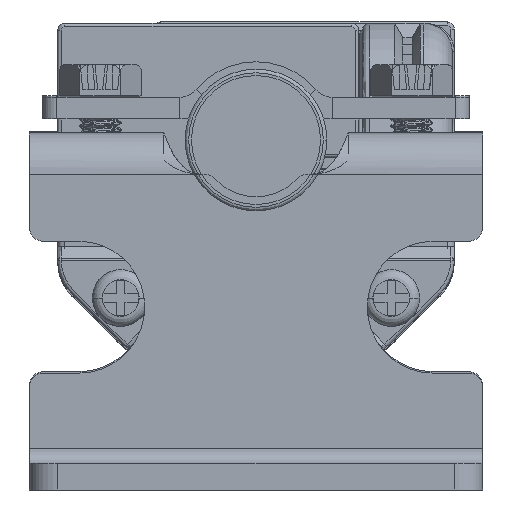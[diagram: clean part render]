
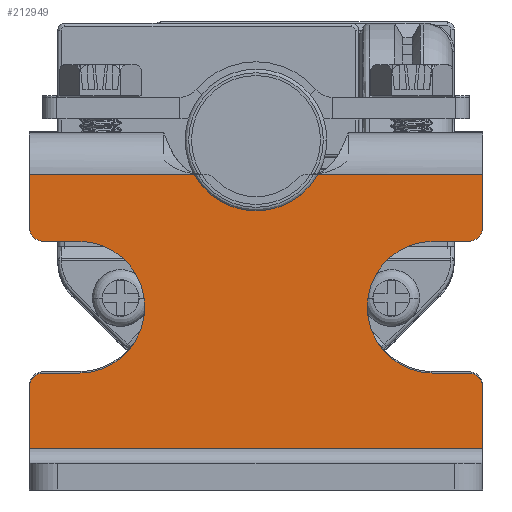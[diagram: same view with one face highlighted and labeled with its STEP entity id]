
A CAD part, front view. The second image highlights one B-rep face of the part: STEP entity #212949.
In plain terms, the highlighted planar face has unit normal (0, -1, 0).
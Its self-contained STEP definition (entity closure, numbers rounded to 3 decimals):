
#202407=CARTESIAN_POINT('',(-3.666,-1.9,21.3));
#202408=DIRECTION('',(0.,-1.,0.));
#202409=DIRECTION('',(0.733,0.,0.68));
#202410=AXIS2_PLACEMENT_3D('',#202407,#202408,#202409);
#202412=CARTESIAN_POINT('',(0.,-1.9,24.7));
#202413=DIRECTION('',(0.,1.,0.));
#202414=DIRECTION('',(0.733,0.,-0.68));
#202415=AXIS2_PLACEMENT_3D('',#202412,#202413,#202414);
#202417=CARTESIAN_POINT('',(3.666,-1.9,21.3));
#202418=DIRECTION('',(0.,-1.,0.));
#202419=DIRECTION('',(0.,0.,1.));
#202420=AXIS2_PLACEMENT_3D('',#202417,#202418,#202419);
#202422=DIRECTION('',(-1.,0.,0.));
#202423=VECTOR('',#202422,0.313);
#202424=CARTESIAN_POINT('',(3.979,-1.9,22.3));
#202425=LINE('',#202424,#202423);
#202426=CARTESIAN_POINT('',(15.,-1.9,18.55));
#202427=DIRECTION('',(0.,-1.,0.));
#202428=DIRECTION('',(0.,0.,-1.));
#202429=AXIS2_PLACEMENT_3D('',#202426,#202427,#202428);
#202431=DIRECTION('',(-1.,0.,0.));
#202432=VECTOR('',#202431,2.5);
#202433=CARTESIAN_POINT('',(15.,-1.9,17.55));
#202434=LINE('',#202433,#202432);
#202435=CARTESIAN_POINT('',(12.5,-1.9,12.9));
#202436=DIRECTION('',(0.,-1.,0.));
#202437=DIRECTION('',(0.,0.,1.));
#202438=AXIS2_PLACEMENT_3D('',#202435,#202436,#202437);
#202440=DIRECTION('',(-1.,0.,0.));
#202441=VECTOR('',#202440,2.5);
#202442=CARTESIAN_POINT('',(15.,-1.9,8.25));
#202443=LINE('',#202442,#202441);
#202444=CARTESIAN_POINT('',(15.,-1.9,7.25));
#202445=DIRECTION('',(0.,-1.,0.));
#202446=DIRECTION('',(1.,0.,0.));
#202447=AXIS2_PLACEMENT_3D('',#202444,#202445,#202446);
#202449=DIRECTION('',(1.,0.,0.));
#202450=VECTOR('',#202449,32.);
#202451=CARTESIAN_POINT('',(-16.,-1.9,2.9));
#202452=LINE('',#202451,#202450);
#202453=CARTESIAN_POINT('',(-15.,-1.9,7.25));
#202454=DIRECTION('',(0.,-1.,0.));
#202455=DIRECTION('',(0.,0.,1.));
#202456=AXIS2_PLACEMENT_3D('',#202453,#202454,#202455);
#202458=DIRECTION('',(1.,0.,0.));
#202459=VECTOR('',#202458,2.5);
#202460=CARTESIAN_POINT('',(-15.,-1.9,8.25));
#202461=LINE('',#202460,#202459);
#202462=CARTESIAN_POINT('',(-12.5,-1.9,12.9));
#202463=DIRECTION('',(0.,-1.,0.));
#202464=DIRECTION('',(0.,0.,-1.));
#202465=AXIS2_PLACEMENT_3D('',#202462,#202463,#202464);
#202467=DIRECTION('',(1.,0.,0.));
#202468=VECTOR('',#202467,2.5);
#202469=CARTESIAN_POINT('',(-15.,-1.9,17.55));
#202470=LINE('',#202469,#202468);
#202471=CARTESIAN_POINT('',(-15.,-1.9,18.55));
#202472=DIRECTION('',(0.,-1.,0.));
#202473=DIRECTION('',(-1.,0.,0.));
#202474=AXIS2_PLACEMENT_3D('',#202471,#202472,#202473);
#202476=DIRECTION('',(-1.,0.,0.));
#202477=VECTOR('',#202476,0.313);
#202478=CARTESIAN_POINT('',(-3.666,-1.9,22.3));
#202479=LINE('',#202478,#202477);
#202735=CARTESIAN_POINT('',(-3.979,-1.9,22.3));
#202737=DIRECTION('',(1.,0.,0.));
#202738=VECTOR('',#202737,12.021);
#202739=CARTESIAN_POINT('',(-16.,-1.9,22.3));
#202740=LINE('',#202739,#202738);
#203237=CARTESIAN_POINT('',(3.979,-1.9,22.3));
#203261=DIRECTION('',(1.,0.,0.));
#203262=VECTOR('',#203261,12.021);
#203263=CARTESIAN_POINT('',(3.979,-1.9,22.3));
#203264=LINE('',#203263,#203262);
#203285=DIRECTION('',(0.,0.,1.));
#203286=VECTOR('',#203285,3.75);
#203287=CARTESIAN_POINT('',(16.,-1.9,18.55));
#203288=LINE('',#203287,#203286);
#203321=DIRECTION('',(0.,0.,1.));
#203322=VECTOR('',#203321,4.35);
#203323=CARTESIAN_POINT('',(16.,-1.9,2.9));
#203324=LINE('',#203323,#203322);
#209362=DIRECTION('',(0.,0.,1.));
#209363=VECTOR('',#209362,3.75);
#209364=CARTESIAN_POINT('',(-16.,-1.9,18.55));
#209365=LINE('',#209364,#209363);
#209386=DIRECTION('',(0.,0.,1.));
#209387=VECTOR('',#209386,4.35);
#209388=CARTESIAN_POINT('',(-16.,-1.9,2.9));
#209389=LINE('',#209388,#209387);
#211935=CARTESIAN_POINT('',(12.5,-1.9,17.55));
#211936=CARTESIAN_POINT('',(12.5,-1.9,8.25));
#211937=VERTEX_POINT('',#211935);
#211938=VERTEX_POINT('',#211936);
#211939=CARTESIAN_POINT('',(-12.5,-1.9,8.25));
#211940=CARTESIAN_POINT('',(-12.5,-1.9,17.55));
#211941=VERTEX_POINT('',#211939);
#211942=VERTEX_POINT('',#211940);
#211967=CARTESIAN_POINT('',(16.,-1.9,7.25));
#211968=VERTEX_POINT('',#211967);
#211969=CARTESIAN_POINT('',(15.,-1.9,8.25));
#211970=VERTEX_POINT('',#211969);
#211975=CARTESIAN_POINT('',(15.,-1.9,17.55));
#211976=VERTEX_POINT('',#211975);
#211977=CARTESIAN_POINT('',(16.,-1.9,18.55));
#211978=VERTEX_POINT('',#211977);
#211983=CARTESIAN_POINT('',(-16.,-1.9,18.55));
#211984=VERTEX_POINT('',#211983);
#211985=CARTESIAN_POINT('',(-15.,-1.9,17.55));
#211986=VERTEX_POINT('',#211985);
#211991=CARTESIAN_POINT('',(-15.,-1.9,8.25));
#211992=VERTEX_POINT('',#211991);
#211993=CARTESIAN_POINT('',(-16.,-1.9,7.25));
#211994=VERTEX_POINT('',#211993);
#212003=CARTESIAN_POINT('',(-16.,-1.9,2.9));
#212004=VERTEX_POINT('',#212003);
#212005=CARTESIAN_POINT('',(-16.,-1.9,22.3));
#212006=VERTEX_POINT('',#212005);
#212007=CARTESIAN_POINT('',(16.,-1.9,2.9));
#212008=VERTEX_POINT('',#212007);
#212009=CARTESIAN_POINT('',(16.,-1.9,22.3));
#212010=VERTEX_POINT('',#212009);
#212101=VERTEX_POINT('',#202735);
#212102=VERTEX_POINT('',#203237);
#212111=CARTESIAN_POINT('',(-2.933,-1.9,21.98));
#212112=VERTEX_POINT('',#212111);
#212113=CARTESIAN_POINT('',(-3.666,-1.9,22.3));
#212114=VERTEX_POINT('',#212113);
#212119=CARTESIAN_POINT('',(3.666,-1.9,22.3));
#212120=VERTEX_POINT('',#212119);
#212121=CARTESIAN_POINT('',(2.933,-1.9,21.98));
#212122=VERTEX_POINT('',#212121);
#212899=CARTESIAN_POINT('',(-16.,-1.9,2.9));
#212900=DIRECTION('',(0.,1.,0.));
#212901=DIRECTION('',(0.,0.,1.));
#212902=AXIS2_PLACEMENT_3D('',#212899,#212900,#212901);
#212903=PLANE('',#212902);
#212905=ORIENTED_EDGE('',*,*,#212904,.F.);
#212907=ORIENTED_EDGE('',*,*,#212906,.F.);
#212909=ORIENTED_EDGE('',*,*,#212908,.F.);
#212911=ORIENTED_EDGE('',*,*,#212910,.F.);
#212913=ORIENTED_EDGE('',*,*,#212912,.T.);
#212915=ORIENTED_EDGE('',*,*,#212914,.F.);
#212917=ORIENTED_EDGE('',*,*,#212916,.F.);
#212919=ORIENTED_EDGE('',*,*,#212918,.T.);
#212921=ORIENTED_EDGE('',*,*,#212920,.T.);
#212923=ORIENTED_EDGE('',*,*,#212922,.F.);
#212925=ORIENTED_EDGE('',*,*,#212924,.F.);
#212927=ORIENTED_EDGE('',*,*,#212926,.F.);
#212928=ORIENTED_EDGE('',*,*,#212892,.F.);
#212930=ORIENTED_EDGE('',*,*,#212929,.T.);
#212932=ORIENTED_EDGE('',*,*,#212931,.F.);
#212934=ORIENTED_EDGE('',*,*,#212933,.T.);
#212936=ORIENTED_EDGE('',*,*,#212935,.T.);
#212938=ORIENTED_EDGE('',*,*,#212937,.F.);
#212940=ORIENTED_EDGE('',*,*,#212939,.F.);
#212942=ORIENTED_EDGE('',*,*,#212941,.T.);
#212944=ORIENTED_EDGE('',*,*,#212943,.T.);
#212946=ORIENTED_EDGE('',*,*,#212945,.F.);
#212947=EDGE_LOOP('',(#212905,#212907,#212909,#212911,#212913,#212915,#212917,
#212919,#212921,#212923,#212925,#212927,#212928,#212930,#212932,#212934,#212936,
#212938,#212940,#212942,#212944,#212946));
#212948=FACE_OUTER_BOUND('',#212947,.F.);
#212949=ADVANCED_FACE('',(#212948),#212903,.F.);
#202411=CIRCLE('',#202410,1.);
#202416=CIRCLE('',#202415,4.);
#202421=CIRCLE('',#202420,1.);
#202430=CIRCLE('',#202429,1.);
#202439=CIRCLE('',#202438,4.65);
#202448=CIRCLE('',#202447,1.);
#202457=CIRCLE('',#202456,1.);
#202466=CIRCLE('',#202465,4.65);
#202475=CIRCLE('',#202474,1.);
#212892=EDGE_CURVE('',#212004,#212008,#202452,.T.);
#212904=EDGE_CURVE('',#212112,#212114,#202411,.T.);
#212906=EDGE_CURVE('',#212122,#212112,#202416,.T.);
#212908=EDGE_CURVE('',#212120,#212122,#202421,.T.);
#212910=EDGE_CURVE('',#212102,#212120,#202425,.T.);
#212912=EDGE_CURVE('',#212102,#212010,#203264,.T.);
#212914=EDGE_CURVE('',#211978,#212010,#203288,.T.);
#212916=EDGE_CURVE('',#211976,#211978,#202430,.T.);
#212918=EDGE_CURVE('',#211976,#211937,#202434,.T.);
#212920=EDGE_CURVE('',#211937,#211938,#202439,.T.);
#212922=EDGE_CURVE('',#211970,#211938,#202443,.T.);
#212924=EDGE_CURVE('',#211968,#211970,#202448,.T.);
#212926=EDGE_CURVE('',#212008,#211968,#203324,.T.);
#212929=EDGE_CURVE('',#212004,#211994,#209389,.T.);
#212931=EDGE_CURVE('',#211992,#211994,#202457,.T.);
#212933=EDGE_CURVE('',#211992,#211941,#202461,.T.);
#212935=EDGE_CURVE('',#211941,#211942,#202466,.T.);
#212937=EDGE_CURVE('',#211986,#211942,#202470,.T.);
#212939=EDGE_CURVE('',#211984,#211986,#202475,.T.);
#212941=EDGE_CURVE('',#211984,#212006,#209365,.T.);
#212943=EDGE_CURVE('',#212006,#212101,#202740,.T.);
#212945=EDGE_CURVE('',#212114,#212101,#202479,.T.);
